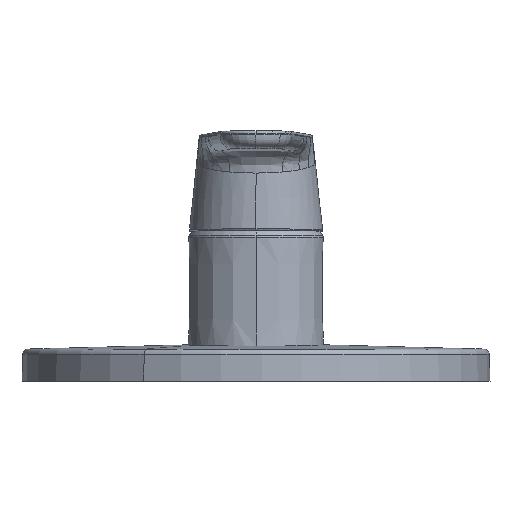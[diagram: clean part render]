
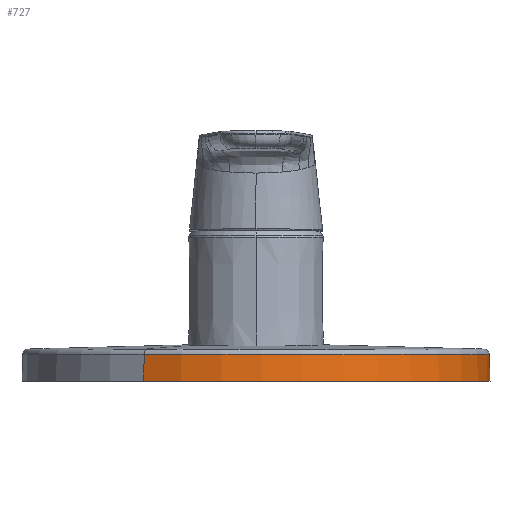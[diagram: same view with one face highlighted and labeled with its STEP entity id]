
A CAD part, front view. The second image highlights one B-rep face of the part: STEP entity #727.
In plain terms, the highlighted conical face has half-angle 1.5 degrees and reference radius 84.697 mm.
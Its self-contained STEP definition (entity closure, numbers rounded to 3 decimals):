
#163 = LINE ( 'NONE', #169, #3952 ) ;
#169 = CARTESIAN_POINT ( 'NONE',  ( -40.606, -74.328, 12.103 ) ) ;
#315 = AXIS2_PLACEMENT_3D ( 'NONE', #3182, #5814, #1624 ) ;
#668 = ORIENTED_EDGE ( 'NONE', *, *, #3244, .T. ) ;
#727 = ADVANCED_FACE ( 'NONE', ( #2104 ), #979, .T. ) ;
#979 = CONICAL_SURFACE ( 'NONE', #4747, 84.696, 0.026 ) ;
#981 = CARTESIAN_POINT ( 'NONE',  ( 40.606, 74.328, 12.103 ) ) ;
#1275 = VERTEX_POINT ( 'NONE', #5318 ) ;
#1512 = EDGE_LOOP ( 'NONE', ( #3329, #668, #2559, #4411 ) ) ;
#1578 = DIRECTION ( 'NONE',  ( -0.013, -0.023, -1. ) ) ;
#1624 = DIRECTION ( 'NONE',  ( 0., -1., 0. ) ) ;
#2021 = CARTESIAN_POINT ( 'NONE',  ( -40.629, -74.371, 10.24 ) ) ;
#2104 = FACE_OUTER_BOUND ( 'NONE', #1512, .T. ) ;
#2559 = ORIENTED_EDGE ( 'NONE', *, *, #4606, .T. ) ;
#2825 = DIRECTION ( 'NONE',  ( -1., 0., 0. ) ) ;
#3182 = CARTESIAN_POINT ( 'NONE',  ( 0., 0., 0.513 ) ) ;
#3244 = EDGE_CURVE ( 'NONE', #3532, #5625, #4434, .T. ) ;
#3329 = ORIENTED_EDGE ( 'NONE', *, *, #5665, .F. ) ;
#3399 = CARTESIAN_POINT ( 'NONE',  ( 0., 0., 12.103 ) ) ;
#3532 = VERTEX_POINT ( 'NONE', #3961 ) ;
#3793 = VERTEX_POINT ( 'NONE', #6135 ) ;
#3833 = EDGE_CURVE ( 'NONE', #1275, #3793, #4755, .T. ) ;
#3952 = VECTOR ( 'NONE', #1578, 1000. ) ;
#3961 = CARTESIAN_POINT ( 'NONE',  ( 40.629, 74.371, 10.24 ) ) ;
#4411 = ORIENTED_EDGE ( 'NONE', *, *, #3833, .F. ) ;
#4418 = DIRECTION ( 'NONE',  ( 0., 0., -1. ) ) ;
#4434 = CIRCLE ( 'NONE', #5066, 84.745 ) ;
#4507 = LINE ( 'NONE', #981, #5729 ) ;
#4606 = EDGE_CURVE ( 'NONE', #5625, #3793, #163, .T. ) ;
#4747 = AXIS2_PLACEMENT_3D ( 'NONE', #3399, #6552, #5517 ) ;
#4755 = CIRCLE ( 'NONE', #315, 85. ) ;
#4895 = CARTESIAN_POINT ( 'NONE',  ( 0., 0., 10.24 ) ) ;
#5066 = AXIS2_PLACEMENT_3D ( 'NONE', #4895, #4418, #2825 ) ;
#5318 = CARTESIAN_POINT ( 'NONE',  ( 40.751, 74.595, 0.513 ) ) ;
#5517 = DIRECTION ( 'NONE',  ( -0.479, -0.878, 0. ) ) ;
#5625 = VERTEX_POINT ( 'NONE', #2021 ) ;
#5665 = EDGE_CURVE ( 'NONE', #3532, #1275, #4507, .T. ) ;
#5729 = VECTOR ( 'NONE', #6249, 1000. ) ;
#5814 = DIRECTION ( 'NONE',  ( 0., 0., -1. ) ) ;
#6135 = CARTESIAN_POINT ( 'NONE',  ( -40.751, -74.595, 0.513 ) ) ;
#6249 = DIRECTION ( 'NONE',  ( 0.013, 0.023, -1. ) ) ;
#6552 = DIRECTION ( 'NONE',  ( 0., 0., -1. ) ) ;
